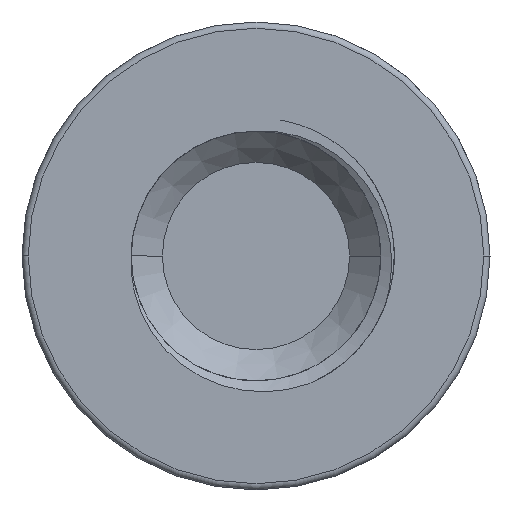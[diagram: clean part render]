
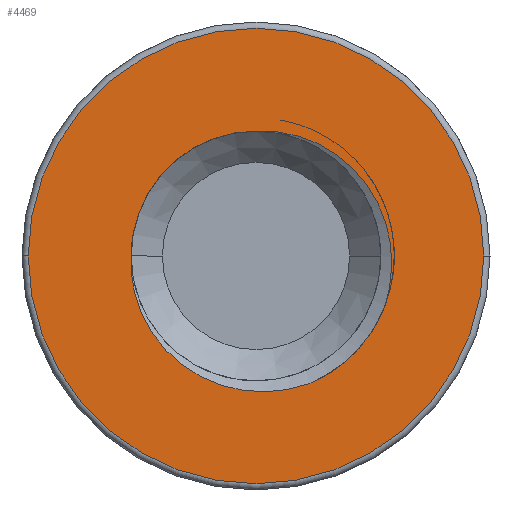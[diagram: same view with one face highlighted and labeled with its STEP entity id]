
A CAD part, left-side view. The second image highlights one B-rep face of the part: STEP entity #4469.
In plain terms, the highlighted planar face has unit normal (-1, 0, 0).
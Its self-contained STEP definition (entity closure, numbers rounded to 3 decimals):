
#150 = VERTEX_POINT ( 'NONE', #5889 ) ;
#368 = CARTESIAN_POINT ( 'NONE',  ( 15.035, -2.768, 3.513 ) ) ;
#478 = CARTESIAN_POINT ( 'NONE',  ( 15.035, -4.476, -2.236 ) ) ;
#549 = CARTESIAN_POINT ( 'NONE',  ( 15.035, -3.607, 2.907 ) ) ;
#672 = CARTESIAN_POINT ( 'NONE',  ( 15.035, 3.128, -1.695 ) ) ;
#876 = CARTESIAN_POINT ( 'NONE',  ( 15.035, -1.634, -4.289 ) ) ;
#899 = CARTESIAN_POINT ( 'NONE',  ( 15.035, -3.347, 3.131 ) ) ;
#919 = VERTEX_POINT ( 'NONE', #1646 ) ;
#1090 = CARTESIAN_POINT ( 'NONE',  ( 15.035, -4.966, -0.346 ) ) ;
#1253 = CARTESIAN_POINT ( 'NONE',  ( 15.035, 2.825, -2.312 ) ) ;
#1314 = EDGE_CURVE ( 'NONE', #6041, #5135, #7486, .T. ) ;
#1325 = CARTESIAN_POINT ( 'NONE',  ( 15.035, -4.699, -1.696 ) ) ;
#1363 = DIRECTION ( 'NONE',  ( 0., -1., 0. ) ) ;
#1464 = CARTESIAN_POINT ( 'NONE',  ( 15.035, -0.603, 0. ) ) ;
#1487 = CARTESIAN_POINT ( 'NONE',  ( 15.035, -1.978, 3.852 ) ) ;
#1504 = CARTESIAN_POINT ( 'NONE',  ( 15.035, 0.906, -3.995 ) ) ;
#1609 = EDGE_LOOP ( 'NONE', ( #7503, #5554 ) ) ;
#1627 = ORIENTED_EDGE ( 'NONE', *, *, #6478, .T. ) ;
#1646 = CARTESIAN_POINT ( 'NONE',  ( 15.035, -2.3, -4.096 ) ) ;
#1652 = EDGE_CURVE ( 'NONE', #6041, #4803, #3679, .T. ) ;
#1659 = CARTESIAN_POINT ( 'NONE',  ( 15.035, 2.192, -3.134 ) ) ;
#1975 = DIRECTION ( 'NONE',  ( 0., -1., 0. ) ) ;
#2052 = AXIS2_PLACEMENT_3D ( 'NONE', #5505, #2568, #1975 ) ;
#2094 = CARTESIAN_POINT ( 'NONE',  ( 15.035, 0.426, -4.183 ) ) ;
#2193 = CARTESIAN_POINT ( 'NONE',  ( 15.035, -0.603, 4. ) ) ;
#2205 = PLANE ( 'NONE',  #6882 ) ;
#2233 = CARTESIAN_POINT ( 'NONE',  ( 15.035, -2.92, 3.426 ) ) ;
#2378 = CARTESIAN_POINT ( 'NONE',  ( 15.035, -4.073, 2.395 ) ) ;
#2414 = CARTESIAN_POINT ( 'NONE',  ( 15.035, -4.789, 1.022 ) ) ;
#2464 = CARTESIAN_POINT ( 'NONE',  ( 15.035, 3.285, -1.198 ) ) ;
#2568 = DIRECTION ( 'NONE',  ( -1., 0., 0. ) ) ;
#2686 = EDGE_LOOP ( 'NONE', ( #3763, #5312, #1627, #7375 ) ) ;
#2754 = DIRECTION ( 'NONE',  ( 0., -1., 0. ) ) ;
#2776 = CARTESIAN_POINT ( 'NONE',  ( 15.035, -3.309, -3.523 ) ) ;
#2818 = CARTESIAN_POINT ( 'NONE',  ( 15.035, -4.144, -2.729 ) ) ;
#2897 = CARTESIAN_POINT ( 'NONE',  ( 15.035, -0.603, 0. ) ) ;
#2934 = EDGE_CURVE ( 'NONE', #919, #5135, #4390, .T. ) ;
#2959 = CARTESIAN_POINT ( 'NONE',  ( 15.035, -4.874, 0.688 ) ) ;
#3156 = DIRECTION ( 'NONE',  ( -1., 0., 0. ) ) ;
#3252 = CARTESIAN_POINT ( 'NONE',  ( 15.035, -0.597, -4.36 ) ) ;
#3293 = CARTESIAN_POINT ( 'NONE',  ( 15.035, 1.062, -3.922 ) ) ;
#3405 = CARTESIAN_POINT ( 'NONE',  ( 15.035, 2.911, -2.162 ) ) ;
#3458 = CARTESIAN_POINT ( 'NONE',  ( 15.035, -4.893, -1.03 ) ) ;
#3460 = CIRCLE ( 'NONE', #4827, 7.3 ) ;
#3658 = VERTEX_POINT ( 'NONE', #5904 ) ;
#3679 = B_SPLINE_CURVE_WITH_KNOTS ( 'NONE', 3,
 ( #2193, #5680, #4440, #1487, #3858, #368, #2233, #6208, #899, #549, #5217, #5801, #2378, #4122, #7036, #2414, #2959, #6518, #1090, #3458, #5936, #4781 ),
 .UNSPECIFIED., .F., .F.,
 ( 4, 2, 2, 2, 2, 2, 2, 2, 2, 2, 4 ),
 ( 0., 0.001, 0.002, 0.003, 0.003, 0.004, 0.004, 0.005, 0.006, 0.007, 0.008 ),
 .UNSPECIFIED. ) ;
#3763 = ORIENTED_EDGE ( 'NONE', *, *, #1314, .F. ) ;
#3768 = AXIS2_PLACEMENT_3D ( 'NONE', #2897, #3156, #1363 ) ;
#3838 = CARTESIAN_POINT ( 'NONE',  ( 15.035, -2.3, -4.096 ) ) ;
#3858 = CARTESIAN_POINT ( 'NONE',  ( 15.035, -2.304, 3.74 ) ) ;
#3908 = DIRECTION ( 'NONE',  ( 1., 0., 0. ) ) ;
#3915 = DIRECTION ( 'NONE',  ( -1., 0., 0. ) ) ;
#4117 = CARTESIAN_POINT ( 'NONE',  ( 15.035, -4.699, -1.696 ) ) ;
#4122 = CARTESIAN_POINT ( 'NONE',  ( 15.035, -4.372, 1.972 ) ) ;
#4390 = B_SPLINE_CURVE_WITH_KNOTS ( 'NONE', 3,
 ( #3838, #6190, #876, #7411, #3252, #5617, #2094, #1504, #3293, #5659, #4793, #6530, #1659, #4832, #5372, #1253, #3405, #5781, #672, #7199, #2464, #5162, #4613, #4752 ),
 .UNSPECIFIED., .F., .F.,
 ( 4, 2, 2, 2, 2, 2, 2, 2, 2, 2, 2, 4 ),
 ( 0., 0.001, 0.002, 0.003, 0.004, 0.004, 0.005, 0.006, 0.006, 0.007, 0.007, 0.008 ),
 .UNSPECIFIED. ) ;
#4440 = CARTESIAN_POINT ( 'NONE',  ( 15.035, -1.296, 3.992 ) ) ;
#4469 = ADVANCED_FACE ( 'NONE', ( #7404, #4567 ), #2205, .F. ) ;
#4481 = CARTESIAN_POINT ( 'NONE',  ( 15.035, -2.825, -3.847 ) ) ;
#4492 = DIRECTION ( 'NONE',  ( 0., 1., 0. ) ) ;
#4567 = FACE_OUTER_BOUND ( 'NONE', #1609, .T. ) ;
#4613 = CARTESIAN_POINT ( 'NONE',  ( 15.035, 3.415, -0.348 ) ) ;
#4626 = CARTESIAN_POINT ( 'NONE',  ( 15.035, -3.534, -3.339 ) ) ;
#4752 = CARTESIAN_POINT ( 'NONE',  ( 15.035, 3.397, 0. ) ) ;
#4781 = CARTESIAN_POINT ( 'NONE',  ( 15.035, -4.699, -1.696 ) ) ;
#4793 = CARTESIAN_POINT ( 'NONE',  ( 15.035, 1.514, -3.666 ) ) ;
#4803 = VERTEX_POINT ( 'NONE', #4117 ) ;
#4827 = AXIS2_PLACEMENT_3D ( 'NONE', #1464, #3915, #2754 ) ;
#4832 = CARTESIAN_POINT ( 'NONE',  ( 15.035, 2.53, -2.74 ) ) ;
#5060 = CARTESIAN_POINT ( 'NONE',  ( 15.035, -2.3, -4.096 ) ) ;
#5135 = VERTEX_POINT ( 'NONE', #5734 ) ;
#5162 = CARTESIAN_POINT ( 'NONE',  ( 15.035, 3.389, -0.691 ) ) ;
#5217 = CARTESIAN_POINT ( 'NONE',  ( 15.035, -3.731, 2.787 ) ) ;
#5312 = ORIENTED_EDGE ( 'NONE', *, *, #1652, .T. ) ;
#5372 = CARTESIAN_POINT ( 'NONE',  ( 15.035, 2.635, -2.6 ) ) ;
#5505 = CARTESIAN_POINT ( 'NONE',  ( 15.035, -0.603, 0. ) ) ;
#5554 = ORIENTED_EDGE ( 'NONE', *, *, #7185, .T. ) ;
#5617 = CARTESIAN_POINT ( 'NONE',  ( 15.035, 0.085, -4.271 ) ) ;
#5659 = CARTESIAN_POINT ( 'NONE',  ( 15.035, 1.365, -3.759 ) ) ;
#5680 = CARTESIAN_POINT ( 'NONE',  ( 15.035, -0.952, 4.018 ) ) ;
#5686 = EDGE_CURVE ( 'NONE', #150, #3658, #6756, .T. ) ;
#5734 = CARTESIAN_POINT ( 'NONE',  ( 15.035, 3.397, 0. ) ) ;
#5781 = CARTESIAN_POINT ( 'NONE',  ( 15.035, 3.062, -1.854 ) ) ;
#5801 = CARTESIAN_POINT ( 'NONE',  ( 15.035, -3.964, 2.531 ) ) ;
#5889 = CARTESIAN_POINT ( 'NONE',  ( 15.035, -7.903, 0. ) ) ;
#5904 = CARTESIAN_POINT ( 'NONE',  ( 15.035, 6.697, 0. ) ) ;
#5936 = CARTESIAN_POINT ( 'NONE',  ( 15.035, -4.816, -1.368 ) ) ;
#6041 = VERTEX_POINT ( 'NONE', #6339 ) ;
#6190 = CARTESIAN_POINT ( 'NONE',  ( 15.035, -1.972, -4.212 ) ) ;
#6208 = CARTESIAN_POINT ( 'NONE',  ( 15.035, -3.209, 3.235 ) ) ;
#6339 = CARTESIAN_POINT ( 'NONE',  ( 15.035, -0.603, 4. ) ) ;
#6478 = EDGE_CURVE ( 'NONE', #4803, #919, #6806, .T. ) ;
#6518 = CARTESIAN_POINT ( 'NONE',  ( 15.035, -4.964, 0.005 ) ) ;
#6530 = CARTESIAN_POINT ( 'NONE',  ( 15.035, 1.938, -3.365 ) ) ;
#6756 = CIRCLE ( 'NONE', #2052, 7.3 ) ;
#6806 = B_SPLINE_CURVE_WITH_KNOTS ( 'NONE', 3,
 ( #1325, #478, #2818, #4626, #2776, #4481, #6996, #5060 ),
 .UNSPECIFIED., .F., .F.,
 ( 4, 2, 2, 4 ),
 ( 0., 0.002, 0.003, 0.004 ),
 .UNSPECIFIED. ) ;
#6882 = AXIS2_PLACEMENT_3D ( 'NONE', #6928, #3908, #4492 ) ;
#6928 = CARTESIAN_POINT ( 'NONE',  ( 15.035, 3.397, 0. ) ) ;
#6996 = CARTESIAN_POINT ( 'NONE',  ( 15.035, -2.57, -3.984 ) ) ;
#7036 = CARTESIAN_POINT ( 'NONE',  ( 15.035, -4.536, 1.67 ) ) ;
#7185 = EDGE_CURVE ( 'NONE', #3658, #150, #3460, .T. ) ;
#7199 = CARTESIAN_POINT ( 'NONE',  ( 15.035, 3.24, -1.366 ) ) ;
#7375 = ORIENTED_EDGE ( 'NONE', *, *, #2934, .T. ) ;
#7404 = FACE_BOUND ( 'NONE', #2686, .T. ) ;
#7411 = CARTESIAN_POINT ( 'NONE',  ( 15.035, -0.942, -4.363 ) ) ;
#7486 = CIRCLE ( 'NONE', #3768, 4. ) ;
#7503 = ORIENTED_EDGE ( 'NONE', *, *, #5686, .T. ) ;
